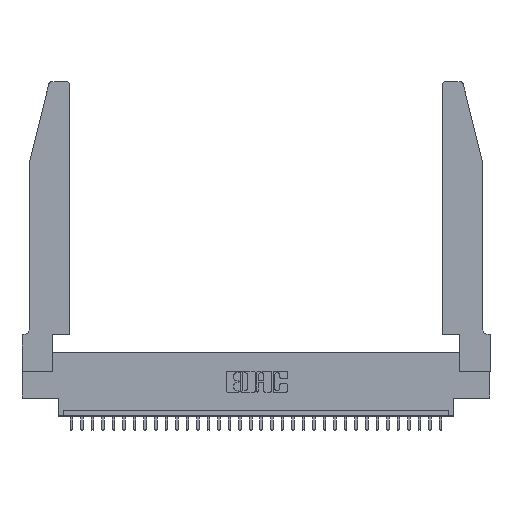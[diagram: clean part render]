
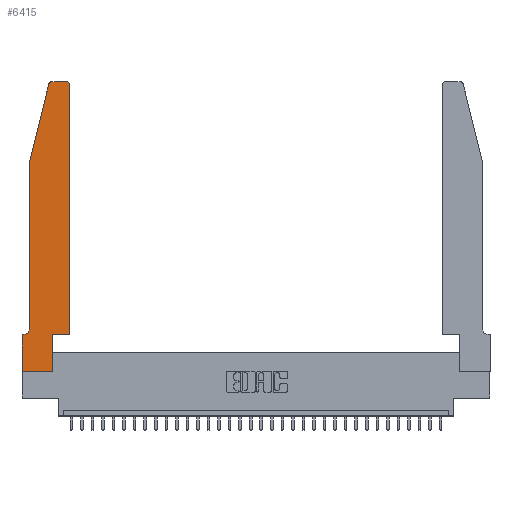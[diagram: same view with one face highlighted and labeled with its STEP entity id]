
A CAD part, top view. The second image highlights one B-rep face of the part: STEP entity #6415.
In plain terms, the highlighted planar face has unit normal (0, 0, 1).
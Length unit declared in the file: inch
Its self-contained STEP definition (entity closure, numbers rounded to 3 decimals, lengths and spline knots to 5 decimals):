
#385 = ORIENTED_EDGE ( 'NONE', *, *, #3929, .T. ) ;
#876 = CARTESIAN_POINT ( 'NONE',  ( 0.4205, 2.75, 0.37 ) ) ;
#964 = DIRECTION ( 'NONE',  ( 0., 0., 1. ) ) ;
#1226 = CARTESIAN_POINT ( 'NONE',  ( 0.4205, 2.72, 0.37 ) ) ;
#1749 = EDGE_CURVE ( 'NONE', #16641, #2770, #9003, .T. ) ;
#1752 = VERTEX_POINT ( 'NONE', #21311 ) ;
#1821 = EDGE_LOOP ( 'NONE', ( #7390, #25088, #23536, #12708, #17011, #12307, #9260, #17039, #30842, #2878, #385, #3600 ) ) ;
#2290 = DIRECTION ( 'NONE',  ( 1., 0., 0. ) ) ;
#2576 = CARTESIAN_POINT ( 'NONE',  ( 0.4505, 0.35, 0.37 ) ) ;
#2770 = VERTEX_POINT ( 'NONE', #10623 ) ;
#2878 = ORIENTED_EDGE ( 'NONE', *, *, #12672, .T. ) ;
#3434 = LINE ( 'NONE', #2576, #18501 ) ;
#3485 = EDGE_CURVE ( 'NONE', #20872, #19159, #6953, .T. ) ;
#3600 = ORIENTED_EDGE ( 'NONE', *, *, #13973, .T. ) ;
#3706 = CARTESIAN_POINT ( 'NONE',  ( 0.0755, 2., 0.37 ) ) ;
#3929 = EDGE_CURVE ( 'NONE', #12868, #9895, #3434, .T. ) ;
#5030 = DIRECTION ( 'NONE',  ( 0., -1., 0. ) ) ;
#5412 = VECTOR ( 'NONE', #7163, 39.37008 ) ;
#5607 = CARTESIAN_POINT ( 'NONE',  ( 0.4505, 0.35, 0.37 ) ) ;
#6092 = DIRECTION ( 'NONE',  ( 1., 0., 0. ) ) ;
#6323 = DIRECTION ( 'NONE',  ( 0., 0., 1. ) ) ;
#6382 = DIRECTION ( 'NONE',  ( 1., 0., 0. ) ) ;
#6415 = ADVANCED_FACE ( 'NONE', ( #15987 ), #10367, .T. ) ;
#6750 = DIRECTION ( 'NONE',  ( 0., 0., -1. ) ) ;
#6953 = LINE ( 'NONE', #12513, #27129 ) ;
#7163 = DIRECTION ( 'NONE',  ( 0., 1., 0. ) ) ;
#7192 = LINE ( 'NONE', #29056, #15509 ) ;
#7390 = ORIENTED_EDGE ( 'NONE', *, *, #9121, .T. ) ;
#7712 = CARTESIAN_POINT ( 'NONE',  ( 0., 0.35, 0.37 ) ) ;
#7752 = EDGE_CURVE ( 'NONE', #24514, #7997, #7192, .T. ) ;
#7886 = EDGE_CURVE ( 'NONE', #2770, #20872, #28139, .T. ) ;
#7997 = VERTEX_POINT ( 'NONE', #25092 ) ;
#8374 = CIRCLE ( 'NONE', #28346, 0.07 ) ;
#9003 = CIRCLE ( 'NONE', #15759, 0.03 ) ;
#9076 = AXIS2_PLACEMENT_3D ( 'NONE', #28283, #17810, #10468 ) ;
#9121 = EDGE_CURVE ( 'NONE', #27969, #16641, #29235, .T. ) ;
#9260 = ORIENTED_EDGE ( 'NONE', *, *, #7752, .T. ) ;
#9345 = VERTEX_POINT ( 'NONE', #12652 ) ;
#9400 = CARTESIAN_POINT ( 'NONE',  ( 0.4505, 2.72, 0.37 ) ) ;
#9895 = VERTEX_POINT ( 'NONE', #9400 ) ;
#10367 = PLANE ( 'NONE',  #9076 ) ;
#10468 = DIRECTION ( 'NONE',  ( 1., 0., 0. ) ) ;
#10623 = CARTESIAN_POINT ( 'NONE',  ( 0.25487, 2.72718, 0.37 ) ) ;
#10786 = VECTOR ( 'NONE', #13306, 39.37008 ) ;
#10994 = EDGE_CURVE ( 'NONE', #9345, #24514, #13209, .T. ) ;
#11915 = VECTOR ( 'NONE', #2290, 39.37008 ) ;
#12307 = ORIENTED_EDGE ( 'NONE', *, *, #10994, .T. ) ;
#12513 = CARTESIAN_POINT ( 'NONE',  ( 0.0755, 2., 0.37 ) ) ;
#12652 = CARTESIAN_POINT ( 'NONE',  ( 0.0055, 0.35, 0.37 ) ) ;
#12672 = EDGE_CURVE ( 'NONE', #14120, #12868, #18636, .T. ) ;
#12708 = ORIENTED_EDGE ( 'NONE', *, *, #3485, .T. ) ;
#12868 = VERTEX_POINT ( 'NONE', #5607 ) ;
#13198 = CARTESIAN_POINT ( 'NONE',  ( 0., 0., 0.37 ) ) ;
#13209 = LINE ( 'NONE', #24324, #16399 ) ;
#13306 = DIRECTION ( 'NONE',  ( 1., 0., 0. ) ) ;
#13951 = CARTESIAN_POINT ( 'NONE',  ( 0.0055, 0.42, 0.37 ) ) ;
#13973 = EDGE_CURVE ( 'NONE', #9895, #27969, #24518, .T. ) ;
#14120 = VERTEX_POINT ( 'NONE', #29399 ) ;
#14124 = CARTESIAN_POINT ( 'NONE',  ( 0.0755, 2., 0.37 ) ) ;
#14446 = DIRECTION ( 'NONE',  ( -0.239, -0.971, 0. ) ) ;
#15133 = DIRECTION ( 'NONE',  ( 0., 1., 0. ) ) ;
#15509 = VECTOR ( 'NONE', #5030, 39.37008 ) ;
#15759 = AXIS2_PLACEMENT_3D ( 'NONE', #16369, #964, #6382 ) ;
#15987 = FACE_OUTER_BOUND ( 'NONE', #1821, .T. ) ;
#16369 = CARTESIAN_POINT ( 'NONE',  ( 0.284, 2.72, 0.37 ) ) ;
#16399 = VECTOR ( 'NONE', #18912, 39.37008 ) ;
#16641 = VERTEX_POINT ( 'NONE', #19982 ) ;
#17011 = ORIENTED_EDGE ( 'NONE', *, *, #20070, .T. ) ;
#17039 = ORIENTED_EDGE ( 'NONE', *, *, #29334, .T. ) ;
#17138 = LINE ( 'NONE', #13198, #10786 ) ;
#17701 = DIRECTION ( 'NONE',  ( -1., 0., 0. ) ) ;
#17810 = DIRECTION ( 'NONE',  ( 0., 0., 1. ) ) ;
#18501 = VECTOR ( 'NONE', #15133, 39.37008 ) ;
#18636 = LINE ( 'NONE', #27118, #11915 ) ;
#18912 = DIRECTION ( 'NONE',  ( -1., 0., 0. ) ) ;
#19159 = VERTEX_POINT ( 'NONE', #32198 ) ;
#19982 = CARTESIAN_POINT ( 'NONE',  ( 0.284, 2.75, 0.37 ) ) ;
#20070 = EDGE_CURVE ( 'NONE', #19159, #9345, #8374, .T. ) ;
#20872 = VERTEX_POINT ( 'NONE', #3706 ) ;
#21311 = CARTESIAN_POINT ( 'NONE',  ( 0.2865, 0., 0.37 ) ) ;
#21638 = CARTESIAN_POINT ( 'NONE',  ( 0.2865, 0.35, 0.37 ) ) ;
#23386 = VECTOR ( 'NONE', #14446, 39.37008 ) ;
#23536 = ORIENTED_EDGE ( 'NONE', *, *, #7886, .T. ) ;
#24324 = CARTESIAN_POINT ( 'NONE',  ( 0.0755, 0.35, 0.37 ) ) ;
#24514 = VERTEX_POINT ( 'NONE', #7712 ) ;
#24518 = CIRCLE ( 'NONE', #30594, 0.03 ) ;
#24594 = EDGE_CURVE ( 'NONE', #1752, #14120, #31593, .T. ) ;
#24897 = DIRECTION ( 'NONE',  ( 0., -1., 0. ) ) ;
#25088 = ORIENTED_EDGE ( 'NONE', *, *, #1749, .T. ) ;
#25092 = CARTESIAN_POINT ( 'NONE',  ( 0., 0., 0.37 ) ) ;
#26759 = DIRECTION ( 'NONE',  ( -1., 0., 0. ) ) ;
#27118 = CARTESIAN_POINT ( 'NONE',  ( 0.4505, 0.35, 0.37 ) ) ;
#27129 = VECTOR ( 'NONE', #24897, 39.37008 ) ;
#27969 = VERTEX_POINT ( 'NONE', #876 ) ;
#28139 = LINE ( 'NONE', #14124, #23386 ) ;
#28283 = CARTESIAN_POINT ( 'NONE',  ( 0., 0.35, 0.37 ) ) ;
#28346 = AXIS2_PLACEMENT_3D ( 'NONE', #13951, #6750, #26759 ) ;
#29056 = CARTESIAN_POINT ( 'NONE',  ( 0., 0., 0.37 ) ) ;
#29235 = LINE ( 'NONE', #30093, #30034 ) ;
#29334 = EDGE_CURVE ( 'NONE', #7997, #1752, #17138, .T. ) ;
#29399 = CARTESIAN_POINT ( 'NONE',  ( 0.2865, 0.35, 0.37 ) ) ;
#30034 = VECTOR ( 'NONE', #17701, 39.37008 ) ;
#30093 = CARTESIAN_POINT ( 'NONE',  ( 0.2605, 2.75, 0.37 ) ) ;
#30594 = AXIS2_PLACEMENT_3D ( 'NONE', #1226, #6323, #6092 ) ;
#30842 = ORIENTED_EDGE ( 'NONE', *, *, #24594, .T. ) ;
#31593 = LINE ( 'NONE', #21638, #5412 ) ;
#32198 = CARTESIAN_POINT ( 'NONE',  ( 0.0755, 0.42, 0.37 ) ) ;
